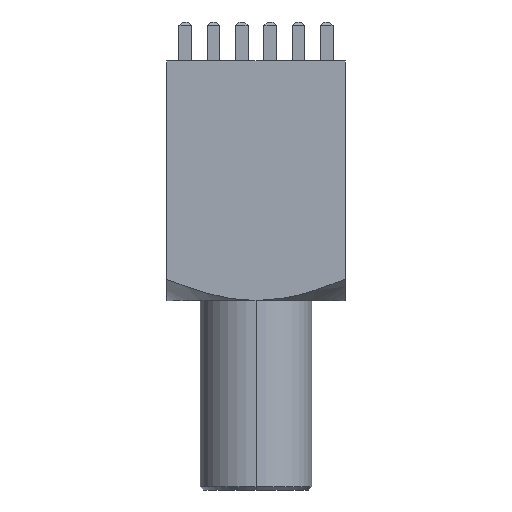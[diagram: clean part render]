
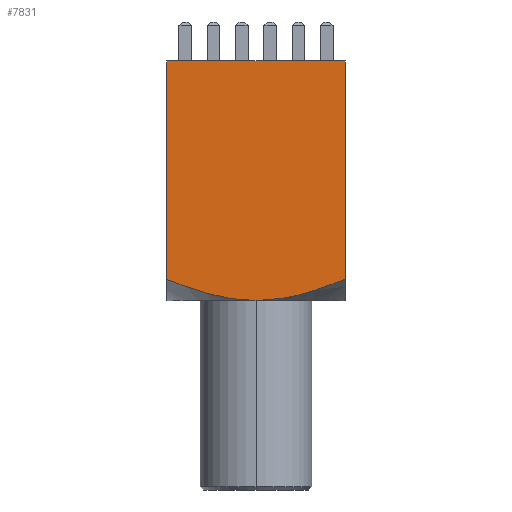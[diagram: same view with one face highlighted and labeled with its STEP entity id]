
A CAD part, left-side view. The second image highlights one B-rep face of the part: STEP entity #7831.
In plain terms, the highlighted planar face has unit normal (-1, 0, 0).
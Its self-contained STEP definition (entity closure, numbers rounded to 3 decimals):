
#389 = EDGE_CURVE ( 'NONE', #1540, #1546, #4774, .T. ) ;
#1108 = CARTESIAN_POINT ( 'NONE',  ( -8., -8., 21.5 ) ) ;
#1119 = FACE_OUTER_BOUND ( 'NONE', #6234, .T. ) ;
#1120 = PLANE ( 'NONE',  #5129 ) ;
#1121 = DIRECTION ( 'NONE',  ( 1., 0., 0. ) ) ;
#1122 = DIRECTION ( 'NONE',  ( 0., 0., -1. ) ) ;
#1148 = CARTESIAN_POINT ( 'NONE',  ( -8., 7.361, 1.652 ) ) ;
#1158 = CARTESIAN_POINT ( 'NONE',  ( -8., 8., 1.913 ) ) ;
#1223 = CARTESIAN_POINT ( 'NONE',  ( -8., 0., 0. ) ) ;
#1224 = CARTESIAN_POINT ( 'NONE',  ( -8., -0.344, 0. ) ) ;
#1225 = CARTESIAN_POINT ( 'NONE',  ( -8., 6.715, 1.404 ) ) ;
#1226 = CARTESIAN_POINT ( 'NONE',  ( -8., 5.404, 0.947 ) ) ;
#1227 = CARTESIAN_POINT ( 'NONE',  ( -8., 4.741, 0.739 ) ) ;
#1228 = CARTESIAN_POINT ( 'NONE',  ( -8., 2.742, 0.215 ) ) ;
#1229 = CARTESIAN_POINT ( 'NONE',  ( -8., 1.388, 0. ) ) ;
#1230 = CARTESIAN_POINT ( 'NONE',  ( -8., 0., 0. ) ) ;
#1232 = CARTESIAN_POINT ( 'NONE',  ( -8., -0.691, 0.013 ) ) ;
#1233 = CARTESIAN_POINT ( 'NONE',  ( -8., -1.384, 0.064 ) ) ;
#1234 = CARTESIAN_POINT ( 'NONE',  ( -8., -1.727, 0.103 ) ) ;
#1235 = CARTESIAN_POINT ( 'NONE',  ( -8., -2.75, 0.25 ) ) ;
#1236 = CARTESIAN_POINT ( 'NONE',  ( -8., -3.422, 0.393 ) ) ;
#1237 = CARTESIAN_POINT ( 'NONE',  ( -8., -5.417, 0.917 ) ) ;
#1238 = CARTESIAN_POINT ( 'NONE',  ( -8., -6.723, 1.392 ) ) ;
#1239 = CARTESIAN_POINT ( 'NONE',  ( -8., -8., 1.913 ) ) ;
#1240 = LINE ( 'NONE', #1242, #5160 ) ;
#1242 = CARTESIAN_POINT ( 'NONE',  ( -8., -8., 21.5 ) ) ;
#1243 = DIRECTION ( 'NONE',  ( 0., 0., -1. ) ) ;
#1340 = LINE ( 'NONE', #1351, #5187 ) ;
#1351 = CARTESIAN_POINT ( 'NONE',  ( -8., 8., 21.5 ) ) ;
#1360 = DIRECTION ( 'NONE',  ( 0., 0., -1. ) ) ;
#1540 = VERTEX_POINT ( 'NONE', #7339 ) ;
#1546 = VERTEX_POINT ( 'NONE', #7345 ) ;
#1625 = VERTEX_POINT ( 'NONE', #7424 ) ;
#1633 = VERTEX_POINT ( 'NONE', #7432 ) ;
#1635 = VERTEX_POINT ( 'NONE', #7434 ) ;
#1672 = B_SPLINE_CURVE_WITH_KNOTS ( 'NONE', 3,
 ( #1158, #1148, #1225, #1226, #1227, #1228, #1229, #1230 ),
 .UNSPECIFIED., .F., .F.,
 ( 4, 2, 2, 4 ),
 ( 0.021, 0.023, 0.025, 0.029 ),
 .UNSPECIFIED. ) ;
#1673 = B_SPLINE_CURVE_WITH_KNOTS ( 'NONE', 3,
 ( #1223, #1224, #1232, #1233, #1234, #1235, #1236, #1237, #1238, #1239 ),
 .UNSPECIFIED., .F., .F.,
 ( 4, 2, 2, 2, 4 ),
 ( 0.029, 0.03, 0.031, 0.033, 0.037 ),
 .UNSPECIFIED. ) ;
#2456 = ORIENTED_EDGE ( 'NONE', *, *, #8127, .T. ) ;
#4774 = LINE ( 'NONE', #4782, #6615 ) ;
#4782 = CARTESIAN_POINT ( 'NONE',  ( -8., -8., 21.5 ) ) ;
#4784 = DIRECTION ( 'NONE',  ( 0., -1., 0. ) ) ;
#5129 = AXIS2_PLACEMENT_3D ( 'NONE', #1108, #1121, #1122 ) ;
#5160 = VECTOR ( 'NONE', #1243, 1000. ) ;
#5187 = VECTOR ( 'NONE', #1360, 1000. ) ;
#5740 = ORIENTED_EDGE ( 'NONE', *, *, #8098, .T. ) ;
#5741 = ORIENTED_EDGE ( 'NONE', *, *, #8099, .T. ) ;
#5754 = ORIENTED_EDGE ( 'NONE', *, *, #8100, .F. ) ;
#5755 = ORIENTED_EDGE ( 'NONE', *, *, #389, .F. ) ;
#6234 = EDGE_LOOP ( 'NONE', ( #2456, #5740, #5741, #5754, #5755 ) ) ;
#6615 = VECTOR ( 'NONE', #4784, 1000. ) ;
#7339 = CARTESIAN_POINT ( 'NONE',  ( -8., 8., 21.5 ) ) ;
#7345 = CARTESIAN_POINT ( 'NONE',  ( -8., -8., 21.5 ) ) ;
#7424 = CARTESIAN_POINT ( 'NONE',  ( -8., 0., 0. ) ) ;
#7432 = CARTESIAN_POINT ( 'NONE',  ( -8., 8., 1.913 ) ) ;
#7434 = CARTESIAN_POINT ( 'NONE',  ( -8., -8., 1.913 ) ) ;
#7831 = ADVANCED_FACE ( 'NONE', ( #1119 ), #1120, .F. ) ;
#8098 = EDGE_CURVE ( 'NONE', #1633, #1625, #1672, .T. ) ;
#8099 = EDGE_CURVE ( 'NONE', #1625, #1635, #1673, .T. ) ;
#8100 = EDGE_CURVE ( 'NONE', #1546, #1635, #1240, .T. ) ;
#8127 = EDGE_CURVE ( 'NONE', #1540, #1633, #1340, .T. ) ;
